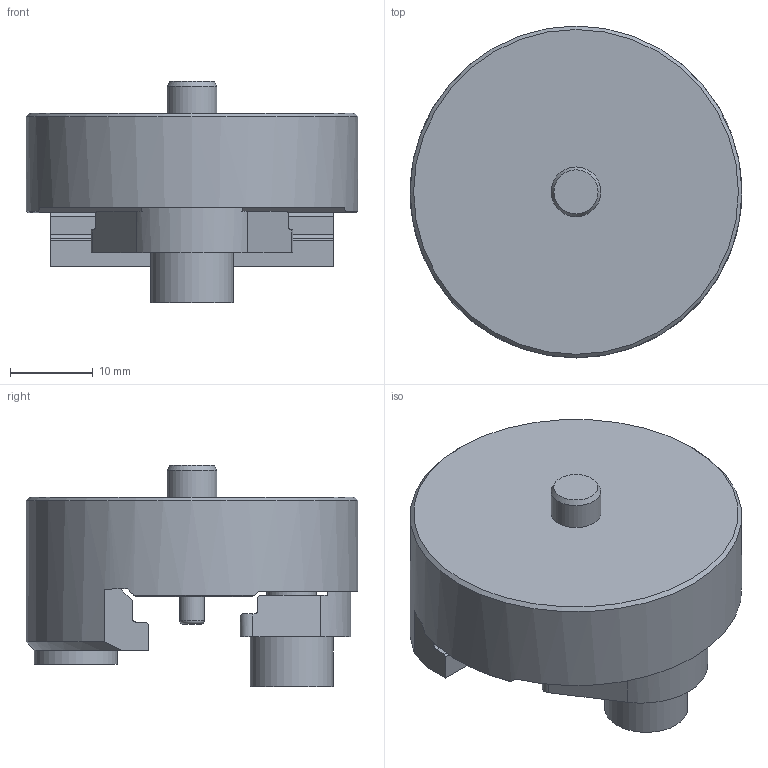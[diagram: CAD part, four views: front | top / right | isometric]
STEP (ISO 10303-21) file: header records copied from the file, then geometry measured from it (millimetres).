
FILE_DESCRIPTION(/* description */ (''),/* implementation_level */ '2;1');
FILE_NAME(/* name */ '1529305180551.stp',/* time_stamp */ '2018-06-18T08:59:47+02:00',/* author */ (''),/* organization */ ('SMS'),/* preprocessor_version */ 'ST-DEVELOPER v15',/* originating_system */ 'SIEMENS PLM Software NX 8.5',/* authorisation */ '');
FILE_SCHEMA (('AUTOMOTIVE_DESIGN { 1 0 10303 214 3 1 1 1 }'));
Length unit declared in the file: millimetre
Products named in the file (1): SL-40_12-32-QC
Bounding box: 40 x 40 x 26.65 mm (x, y, z)
Volume: 18913.5 mm3; surface area: 5864.2 mm2
Topology: 1 solids, 3 shells, 59 faces, 149 edges, 105 vertices
Faces by surface type: plane 34, cylinder 14, cone 9, torus 2
Full cylindrical faces by diameter (mm): 1.8 x2, 3 x2, 6 x2, 10 x2, 40 x1
Entity records: 1704 total; most frequent: DIRECTION 296, CARTESIAN_POINT 296, ORIENTED_EDGE 242, EDGE_CURVE 121, AXIS2_PLACEMENT_3D 116, VERTEX_POINT 89, EDGE_LOOP 80, LINE 64
